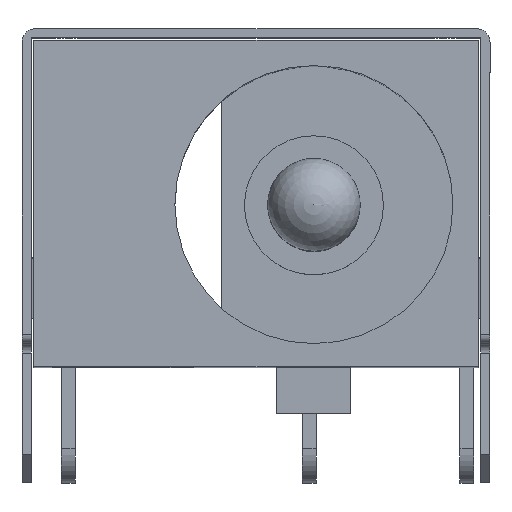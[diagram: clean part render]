
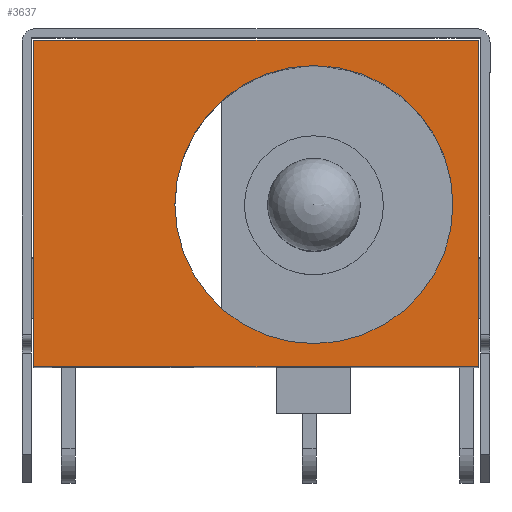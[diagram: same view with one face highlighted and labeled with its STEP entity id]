
A CAD part, top view. The second image highlights one B-rep face of the part: STEP entity #3637.
In plain terms, the highlighted planar face has unit normal (0, 0, 1).
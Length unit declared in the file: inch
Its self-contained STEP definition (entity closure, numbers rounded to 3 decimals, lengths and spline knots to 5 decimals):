
#88 = LINE ( 'NONE', #3867, #1503 ) ;
#277 = CARTESIAN_POINT ( 'NONE',  ( 0.16732, 0.1378, 0. ) ) ;
#297 = VECTOR ( 'NONE', #5249, 39.37008 ) ;
#343 = DIRECTION ( 'NONE',  ( 1., 0., 0. ) ) ;
#654 = VERTEX_POINT ( 'NONE', #277 ) ;
#768 = VERTEX_POINT ( 'NONE', #1643 ) ;
#878 = CARTESIAN_POINT ( 'NONE',  ( 0.04921, 0.1378, 0. ) ) ;
#908 = CARTESIAN_POINT ( 'NONE',  ( -0.0689, 0.1378, 0. ) ) ;
#963 = CARTESIAN_POINT ( 'NONE',  ( 0.04921, 0.1378, 0. ) ) ;
#993 = DIRECTION ( 'NONE',  ( 0., 1., 0. ) ) ;
#1016 = CIRCLE ( 'NONE', #2958, 0.11811 ) ;
#1108 = VERTEX_POINT ( 'NONE', #3787 ) ;
#1273 = EDGE_LOOP ( 'NONE', ( #3674, #4758 ) ) ;
#1408 = DIRECTION ( 'NONE',  ( -1., 0., 0. ) ) ;
#1454 = LINE ( 'NONE', #2348, #297 ) ;
#1503 = VECTOR ( 'NONE', #1720, 39.37008 ) ;
#1563 = EDGE_CURVE ( 'NONE', #1904, #1108, #88, .T. ) ;
#1643 = CARTESIAN_POINT ( 'NONE',  ( -0.18898, 0.27756, 0. ) ) ;
#1720 = DIRECTION ( 'NONE',  ( 1., 0., 0. ) ) ;
#1754 = VERTEX_POINT ( 'NONE', #2295 ) ;
#1822 = ORIENTED_EDGE ( 'NONE', *, *, #2032, .T. ) ;
#1824 = DIRECTION ( 'NONE',  ( 1., 0., 0. ) ) ;
#1836 = CARTESIAN_POINT ( 'NONE',  ( -0.18898, 0.27756, 0. ) ) ;
#1904 = VERTEX_POINT ( 'NONE', #4836 ) ;
#2032 = EDGE_CURVE ( 'NONE', #1108, #1754, #4158, .T. ) ;
#2100 = CARTESIAN_POINT ( 'NONE',  ( -0.18898, 0., 0. ) ) ;
#2175 = DIRECTION ( 'NONE',  ( 0., 0., 1. ) ) ;
#2223 = EDGE_CURVE ( 'NONE', #768, #1904, #1454, .T. ) ;
#2295 = CARTESIAN_POINT ( 'NONE',  ( 0.18898, 0.27756, 0. ) ) ;
#2330 = AXIS2_PLACEMENT_3D ( 'NONE', #878, #3769, #4531 ) ;
#2348 = CARTESIAN_POINT ( 'NONE',  ( -0.18898, 0.27756, 0. ) ) ;
#2380 = EDGE_CURVE ( 'NONE', #2518, #654, #4858, .T. ) ;
#2441 = FACE_OUTER_BOUND ( 'NONE', #4017, .T. ) ;
#2463 = FACE_BOUND ( 'NONE', #1273, .T. ) ;
#2518 = VERTEX_POINT ( 'NONE', #908 ) ;
#2665 = LINE ( 'NONE', #1836, #4851 ) ;
#2958 = AXIS2_PLACEMENT_3D ( 'NONE', #963, #2175, #1824 ) ;
#3318 = DIRECTION ( 'NONE',  ( 0., 0., 1. ) ) ;
#3637 = ADVANCED_FACE ( 'NONE', ( #2463, #2441 ), #4117, .T. ) ;
#3674 = ORIENTED_EDGE ( 'NONE', *, *, #5138, .F. ) ;
#3769 = DIRECTION ( 'NONE',  ( 0., 0., 1. ) ) ;
#3787 = CARTESIAN_POINT ( 'NONE',  ( 0.18898, 0., 0. ) ) ;
#3867 = CARTESIAN_POINT ( 'NONE',  ( -0.18898, 0., 0. ) ) ;
#3868 = EDGE_CURVE ( 'NONE', #1754, #768, #2665, .T. ) ;
#4017 = EDGE_LOOP ( 'NONE', ( #4648, #5406, #1822, #5320 ) ) ;
#4117 = PLANE ( 'NONE',  #4767 ) ;
#4158 = LINE ( 'NONE', #4359, #4504 ) ;
#4359 = CARTESIAN_POINT ( 'NONE',  ( 0.18898, 0.27756, 0. ) ) ;
#4504 = VECTOR ( 'NONE', #993, 39.37008 ) ;
#4531 = DIRECTION ( 'NONE',  ( 1., 0., 0. ) ) ;
#4648 = ORIENTED_EDGE ( 'NONE', *, *, #2223, .T. ) ;
#4758 = ORIENTED_EDGE ( 'NONE', *, *, #2380, .F. ) ;
#4767 = AXIS2_PLACEMENT_3D ( 'NONE', #2100, #3318, #343 ) ;
#4836 = CARTESIAN_POINT ( 'NONE',  ( -0.18898, 0., 0. ) ) ;
#4851 = VECTOR ( 'NONE', #1408, 39.37008 ) ;
#4858 = CIRCLE ( 'NONE', #2330, 0.11811 ) ;
#5138 = EDGE_CURVE ( 'NONE', #654, #2518, #1016, .T. ) ;
#5249 = DIRECTION ( 'NONE',  ( 0., -1., 0. ) ) ;
#5320 = ORIENTED_EDGE ( 'NONE', *, *, #3868, .T. ) ;
#5406 = ORIENTED_EDGE ( 'NONE', *, *, #1563, .T. ) ;
